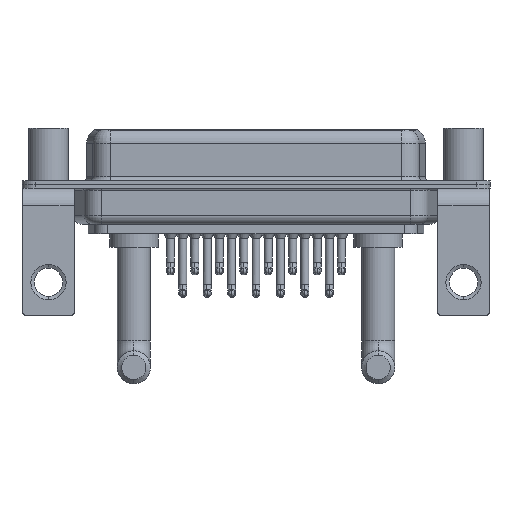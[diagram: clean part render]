
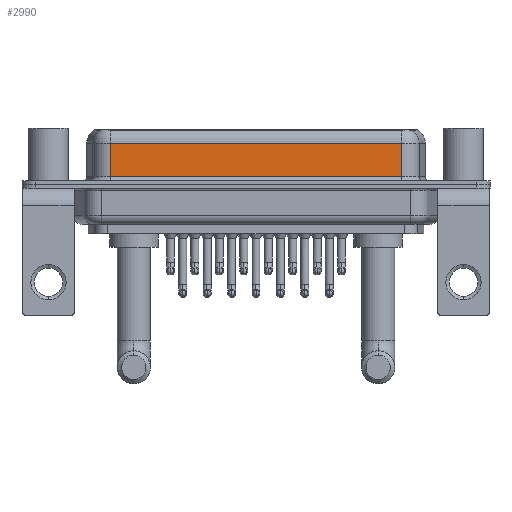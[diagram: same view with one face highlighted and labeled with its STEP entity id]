
A CAD part, front view. The second image highlights one B-rep face of the part: STEP entity #2990.
In plain terms, the highlighted planar face has unit normal (0, -1, 0).
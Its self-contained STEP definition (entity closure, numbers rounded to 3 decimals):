
#312 = LINE ( 'NONE', #20174, #2096 ) ;
#436 = CARTESIAN_POINT ( 'NONE',  ( 40.037, -3.95, 0.9 ) ) ;
#651 = DIRECTION ( 'NONE',  ( 0., 0., -1. ) ) ;
#1783 = ORIENTED_EDGE ( 'NONE', *, *, #15152, .T. ) ;
#2096 = VECTOR ( 'NONE', #16975, 1000. ) ;
#2990 = ADVANCED_FACE ( 'NONE', ( #7634 ), #7286, .F. ) ;
#3401 = VERTEX_POINT ( 'NONE', #6914 ) ;
#3559 = VECTOR ( 'NONE', #651, 1000. ) ;
#4556 = VERTEX_POINT ( 'NONE', #7555 ) ;
#6914 = CARTESIAN_POINT ( 'NONE',  ( 40.037, -3.95, 4.65 ) ) ;
#7286 = PLANE ( 'NONE',  #21424 ) ;
#7555 = CARTESIAN_POINT ( 'NONE',  ( 7.013, -3.95, 4.65 ) ) ;
#7634 = FACE_OUTER_BOUND ( 'NONE', #13120, .T. ) ;
#9207 = DIRECTION ( 'NONE',  ( 1., 0., 0. ) ) ;
#9267 = ORIENTED_EDGE ( 'NONE', *, *, #10399, .T. ) ;
#9387 = DIRECTION ( 'NONE',  ( 0., 1., 0. ) ) ;
#9932 = LINE ( 'NONE', #18818, #10958 ) ;
#10004 = VERTEX_POINT ( 'NONE', #16460 ) ;
#10399 = EDGE_CURVE ( 'NONE', #10004, #14123, #19975, .T. ) ;
#10958 = VECTOR ( 'NONE', #11939, 1000. ) ;
#11939 = DIRECTION ( 'NONE',  ( 0., 0., -1. ) ) ;
#12702 = CARTESIAN_POINT ( 'NONE',  ( 40.037, -3.95, 6.4 ) ) ;
#13120 = EDGE_LOOP ( 'NONE', ( #22522, #20698, #1783, #9267 ) ) ;
#14123 = VERTEX_POINT ( 'NONE', #436 ) ;
#14536 = CARTESIAN_POINT ( 'NONE',  ( 40.037, -3.95, 0.9 ) ) ;
#14719 = VECTOR ( 'NONE', #9207, 1000. ) ;
#15152 = EDGE_CURVE ( 'NONE', #4556, #10004, #9932, .T. ) ;
#16460 = CARTESIAN_POINT ( 'NONE',  ( 7.013, -3.95, 0.9 ) ) ;
#16963 = LINE ( 'NONE', #22394, #3559 ) ;
#16975 = DIRECTION ( 'NONE',  ( -1., 0., 0. ) ) ;
#17588 = EDGE_CURVE ( 'NONE', #3401, #14123, #16963, .T. ) ;
#18154 = DIRECTION ( 'NONE',  ( 0., 0., 1. ) ) ;
#18818 = CARTESIAN_POINT ( 'NONE',  ( 7.013, -3.95, 6.4 ) ) ;
#19778 = EDGE_CURVE ( 'NONE', #3401, #4556, #312, .T. ) ;
#19975 = LINE ( 'NONE', #14536, #14719 ) ;
#20174 = CARTESIAN_POINT ( 'NONE',  ( 40.037, -3.95, 4.65 ) ) ;
#20698 = ORIENTED_EDGE ( 'NONE', *, *, #19778, .T. ) ;
#21424 = AXIS2_PLACEMENT_3D ( 'NONE', #12702, #9387, #18154 ) ;
#22394 = CARTESIAN_POINT ( 'NONE',  ( 40.037, -3.95, 6.4 ) ) ;
#22522 = ORIENTED_EDGE ( 'NONE', *, *, #17588, .F. ) ;
